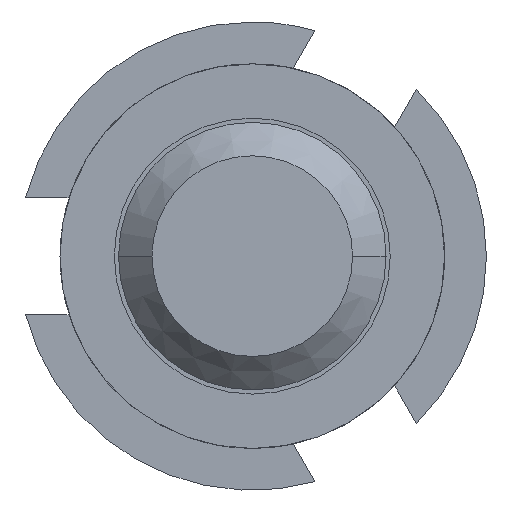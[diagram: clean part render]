
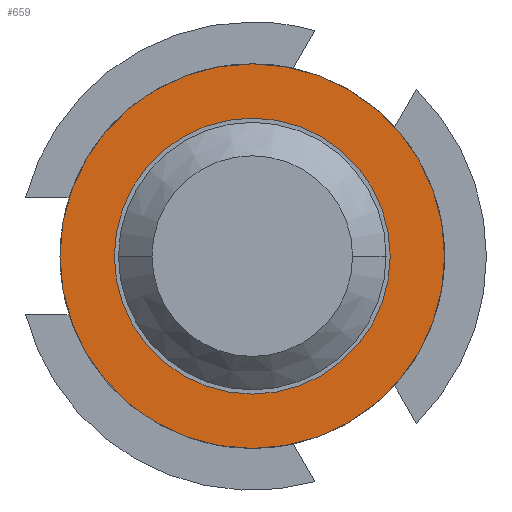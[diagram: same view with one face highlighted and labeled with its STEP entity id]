
A CAD part, front view. The second image highlights one B-rep face of the part: STEP entity #659.
In plain terms, the highlighted planar face has unit normal (0, -1, 0).
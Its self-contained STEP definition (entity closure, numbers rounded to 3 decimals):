
#209 = CARTESIAN_POINT ( 'NONE',  ( 0., 12.25, 0. ) ) ;
#398 = EDGE_CURVE ( 'NONE', #2045, #1366, #4129, .T. ) ;
#602 = CARTESIAN_POINT ( 'NONE',  ( 0., 12.25, 1.15 ) ) ;
#659 = ADVANCED_FACE ( 'Defeature ausgef�hrt2_14', ( #2328, #2212 ), #2589, .F. ) ;
#747 = VERTEX_POINT ( 'NONE', #2183 ) ;
#814 = CIRCLE ( 'NONE', #3160, 0.825 ) ;
#859 = CIRCLE ( 'NONE', #3012, 1.15 ) ;
#869 = EDGE_CURVE ( 'NONE', #1366, #2045, #814, .T. ) ;
#948 = DIRECTION ( 'NONE',  ( 0., 1., 0. ) ) ;
#1085 = CARTESIAN_POINT ( 'NONE',  ( 0.825, 12.25, 0. ) ) ;
#1366 = VERTEX_POINT ( 'NONE', #2525 ) ;
#1369 = ORIENTED_EDGE ( 'NONE', *, *, #3977, .F. ) ;
#1371 = AXIS2_PLACEMENT_3D ( 'NONE', #1085, #3752, #1461 ) ;
#1461 = DIRECTION ( 'NONE',  ( 0., 0., 1. ) ) ;
#1725 = DIRECTION ( 'NONE',  ( 0., 1., 0. ) ) ;
#1787 = ORIENTED_EDGE ( 'NONE', *, *, #3044, .F. ) ;
#1828 = VERTEX_POINT ( 'NONE', #602 ) ;
#1976 = DIRECTION ( 'NONE',  ( 0., -1., 0. ) ) ;
#2045 = VERTEX_POINT ( 'NONE', #3766 ) ;
#2183 = CARTESIAN_POINT ( 'NONE',  ( 0., 12.25, -1.15 ) ) ;
#2212 = FACE_OUTER_BOUND ( 'NONE', #4360, .T. ) ;
#2328 = FACE_BOUND ( 'NONE', #4738, .T. ) ;
#2525 = CARTESIAN_POINT ( 'NONE',  ( 0., 12.25, -0.825 ) ) ;
#2589 = PLANE ( 'NONE',  #1371 ) ;
#2658 = CARTESIAN_POINT ( 'NONE',  ( 0., 12.25, 0. ) ) ;
#2850 = DIRECTION ( 'NONE',  ( 0., 0., 1. ) ) ;
#2942 = CIRCLE ( 'NONE', #4039, 1.15 ) ;
#3012 = AXIS2_PLACEMENT_3D ( 'NONE', #209, #948, #4389 ) ;
#3044 = EDGE_CURVE ( 'NONE', #1828, #747, #859, .T. ) ;
#3160 = AXIS2_PLACEMENT_3D ( 'NONE', #3775, #1976, #4616 ) ;
#3249 = CARTESIAN_POINT ( 'NONE',  ( 0., 12.25, 0. ) ) ;
#3471 = DIRECTION ( 'NONE',  ( 0., 0., 1. ) ) ;
#3517 = AXIS2_PLACEMENT_3D ( 'NONE', #2658, #4952, #3471 ) ;
#3752 = DIRECTION ( 'NONE',  ( 0., 1., 0. ) ) ;
#3766 = CARTESIAN_POINT ( 'NONE',  ( 0., 12.25, 0.825 ) ) ;
#3775 = CARTESIAN_POINT ( 'NONE',  ( 0., 12.25, 0. ) ) ;
#3857 = ORIENTED_EDGE ( 'NONE', *, *, #869, .F. ) ;
#3977 = EDGE_CURVE ( 'NONE', #747, #1828, #2942, .T. ) ;
#4039 = AXIS2_PLACEMENT_3D ( 'NONE', #3249, #1725, #2850 ) ;
#4129 = CIRCLE ( 'NONE', #3517, 0.825 ) ;
#4360 = EDGE_LOOP ( 'NONE', ( #1787, #1369 ) ) ;
#4389 = DIRECTION ( 'NONE',  ( 0., 0., 1. ) ) ;
#4616 = DIRECTION ( 'NONE',  ( 0., 0., 1. ) ) ;
#4738 = EDGE_LOOP ( 'NONE', ( #4765, #3857 ) ) ;
#4765 = ORIENTED_EDGE ( 'NONE', *, *, #398, .F. ) ;
#4952 = DIRECTION ( 'NONE',  ( 0., -1., 0. ) ) ;
